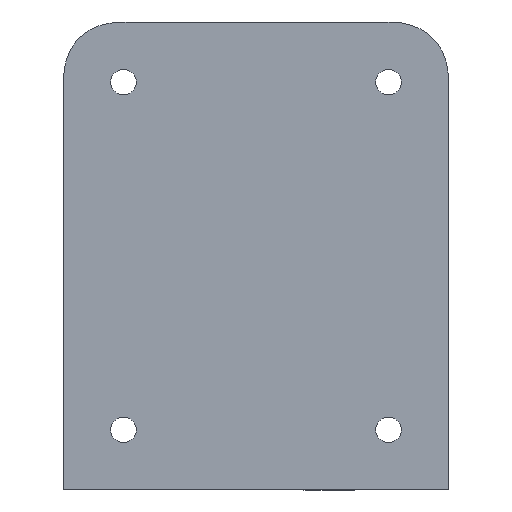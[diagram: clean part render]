
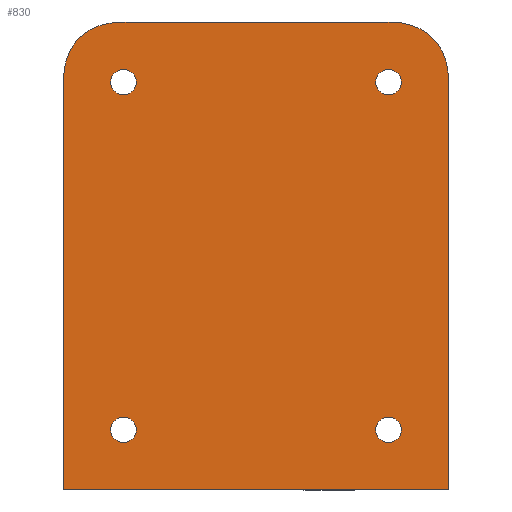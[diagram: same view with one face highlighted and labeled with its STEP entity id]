
A CAD part, front view. The second image highlights one B-rep face of the part: STEP entity #830.
In plain terms, the highlighted free-form (B-spline) face has degree [1, 1] with [2, 2] control points.
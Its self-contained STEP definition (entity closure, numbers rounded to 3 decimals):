
#12=B_SPLINE_CURVE_WITH_KNOTS('',5,(#1149,#1150,#1151,#1152,#1153,#1154,
#1155,#1156),.UNSPECIFIED.,.F.,.F.,(6,2,6),(0.,0.5,1.),.UNSPECIFIED.);
#14=B_SPLINE_CURVE_WITH_KNOTS('',5,(#1187,#1188,#1189,#1190,#1191,#1192,
#1193,#1194),.UNSPECIFIED.,.F.,.F.,(6,2,6),(0.,0.5,1.),.UNSPECIFIED.);
#48=LINE('',#1277,#109);
#49=LINE('',#1279,#110);
#50=LINE('',#1281,#111);
#51=LINE('',#1282,#112);
#109=VECTOR('',#969,1000.);
#110=VECTOR('',#970,1000.);
#111=VECTOR('',#971,1000.);
#112=VECTOR('',#972,1000.);
#212=ORIENTED_EDGE('',*,*,#464,.F.);
#213=ORIENTED_EDGE('',*,*,#465,.T.);
#214=ORIENTED_EDGE('',*,*,#466,.F.);
#215=ORIENTED_EDGE('',*,*,#440,.T.);
#216=ORIENTED_EDGE('',*,*,#467,.T.);
#217=ORIENTED_EDGE('',*,*,#444,.T.);
#218=ORIENTED_EDGE('',*,*,#468,.T.);
#219=ORIENTED_EDGE('',*,*,#463,.T.);
#220=ORIENTED_EDGE('',*,*,#469,.T.);
#221=ORIENTED_EDGE('',*,*,#459,.T.);
#222=ORIENTED_EDGE('',*,*,#470,.T.);
#223=ORIENTED_EDGE('',*,*,#455,.T.);
#224=ORIENTED_EDGE('',*,*,#471,.T.);
#225=ORIENTED_EDGE('',*,*,#451,.T.);
#440=EDGE_CURVE('',#565,#566,#12,.F.);
#444=EDGE_CURVE('',#569,#570,#14,.F.);
#451=EDGE_CURVE('',#574,#576,#651,.T.);
#455=EDGE_CURVE('',#578,#580,#653,.T.);
#459=EDGE_CURVE('',#582,#584,#655,.T.);
#463=EDGE_CURVE('',#586,#588,#657,.T.);
#464=EDGE_CURVE('',#589,#570,#48,.T.);
#465=EDGE_CURVE('',#589,#590,#49,.T.);
#466=EDGE_CURVE('',#565,#590,#50,.T.);
#467=EDGE_CURVE('',#566,#569,#51,.T.);
#468=EDGE_CURVE('',#588,#586,#658,.T.);
#469=EDGE_CURVE('',#584,#582,#659,.T.);
#470=EDGE_CURVE('',#580,#578,#660,.T.);
#471=EDGE_CURVE('',#576,#574,#661,.T.);
#565=VERTEX_POINT('',#1157);
#566=VERTEX_POINT('',#1158);
#569=VERTEX_POINT('',#1195);
#570=VERTEX_POINT('',#1196);
#574=VERTEX_POINT('',#1219);
#576=VERTEX_POINT('',#1223);
#578=VERTEX_POINT('',#1235);
#580=VERTEX_POINT('',#1239);
#582=VERTEX_POINT('',#1251);
#584=VERTEX_POINT('',#1255);
#586=VERTEX_POINT('',#1267);
#588=VERTEX_POINT('',#1271);
#589=VERTEX_POINT('',#1278);
#590=VERTEX_POINT('',#1280);
#651=CIRCLE('',#884,1.5);
#653=CIRCLE('',#886,1.5);
#655=CIRCLE('',#888,1.5);
#657=CIRCLE('',#890,1.5);
#658=CIRCLE('',#891,1.5);
#659=CIRCLE('',#892,1.5);
#660=CIRCLE('',#893,1.5);
#661=CIRCLE('',#894,1.5);
#700=EDGE_LOOP('',(#212,#213,#214,#215,#216,#217));
#701=EDGE_LOOP('',(#218,#219));
#702=EDGE_LOOP('',(#220,#221));
#703=EDGE_LOOP('',(#222,#223));
#704=EDGE_LOOP('',(#224,#225));
#754=FACE_BOUND('',#700,.T.);
#755=FACE_BOUND('',#701,.T.);
#756=FACE_BOUND('',#702,.T.);
#757=FACE_BOUND('',#703,.T.);
#758=FACE_BOUND('',#704,.T.);
#802=B_SPLINE_SURFACE_WITH_KNOTS('',1,1,((#1273,#1274),(#1275,#1276)),
 .PLANE_SURF.,.F.,.F.,.F.,(2,2),(2,2),(0.,1.),(0.,1.),.UNSPECIFIED.);
#830=ADVANCED_FACE('',(#754,#755,#756,#757,#758),#802,.T.);
#884=AXIS2_PLACEMENT_3D('',#1224,#949,#950);
#886=AXIS2_PLACEMENT_3D('',#1240,#955,#956);
#888=AXIS2_PLACEMENT_3D('',#1256,#961,#962);
#890=AXIS2_PLACEMENT_3D('',#1272,#967,#968);
#891=AXIS2_PLACEMENT_3D('',#1283,#973,#974);
#892=AXIS2_PLACEMENT_3D('',#1284,#975,#976);
#893=AXIS2_PLACEMENT_3D('',#1285,#977,#978);
#894=AXIS2_PLACEMENT_3D('',#1286,#979,#980);
#949=DIRECTION('',(0.,1.,0.));
#950=DIRECTION('',(0.,0.,1.));
#955=DIRECTION('',(0.,1.,0.));
#956=DIRECTION('',(0.,0.,1.));
#961=DIRECTION('',(0.,1.,0.));
#962=DIRECTION('',(0.,0.,1.));
#967=DIRECTION('',(0.,1.,0.));
#968=DIRECTION('',(0.,0.,1.));
#969=DIRECTION('',(0.,0.,1.));
#970=DIRECTION('',(1.,0.,0.));
#971=DIRECTION('',(0.,0.,-1.));
#972=DIRECTION('',(-1.,0.,0.));
#973=DIRECTION('',(0.,1.,0.));
#974=DIRECTION('',(0.,0.,1.));
#975=DIRECTION('',(0.,1.,0.));
#976=DIRECTION('',(0.,0.,1.));
#977=DIRECTION('',(0.,1.,0.));
#978=DIRECTION('',(0.,0.,1.));
#979=DIRECTION('',(0.,1.,0.));
#980=DIRECTION('',(0.,0.,1.));
#1149=CARTESIAN_POINT('',(15.15,0.,27.696));
#1150=CARTESIAN_POINT('',(16.275,0.,27.696));
#1151=CARTESIAN_POINT('',(17.4,0.,27.696));
#1152=CARTESIAN_POINT('',(20.15,0.,26.946));
#1153=CARTESIAN_POINT('',(21.9,0.,25.196));
#1154=CARTESIAN_POINT('',(22.65,0.,22.446));
#1155=CARTESIAN_POINT('',(22.65,0.,21.321));
#1156=CARTESIAN_POINT('',(22.65,0.,20.196));
#1157=CARTESIAN_POINT('',(22.65,0.,20.196));
#1158=CARTESIAN_POINT('',(15.15,0.,27.696));
#1187=CARTESIAN_POINT('',(-22.65,0.,20.196));
#1188=CARTESIAN_POINT('',(-22.65,0.,21.321));
#1189=CARTESIAN_POINT('',(-22.65,0.,22.446));
#1190=CARTESIAN_POINT('',(-21.9,0.,25.196));
#1191=CARTESIAN_POINT('',(-20.15,0.,26.946));
#1192=CARTESIAN_POINT('',(-17.4,0.,27.696));
#1193=CARTESIAN_POINT('',(-16.275,0.,27.696));
#1194=CARTESIAN_POINT('',(-15.15,0.,27.696));
#1195=CARTESIAN_POINT('',(-15.15,0.,27.696));
#1196=CARTESIAN_POINT('',(-22.65,0.,20.196));
#1219=CARTESIAN_POINT('',(15.579,0.,-21.733));
#1223=CARTESIAN_POINT('',(15.579,0.,-18.733));
#1224=CARTESIAN_POINT('',(15.579,0.,-20.233));
#1235=CARTESIAN_POINT('',(15.579,0.,19.125));
#1239=CARTESIAN_POINT('',(15.579,0.,22.125));
#1240=CARTESIAN_POINT('',(15.579,0.,20.625));
#1251=CARTESIAN_POINT('',(-15.579,0.,19.125));
#1255=CARTESIAN_POINT('',(-15.579,0.,22.125));
#1256=CARTESIAN_POINT('',(-15.579,0.,20.625));
#1267=CARTESIAN_POINT('',(-15.579,0.,-21.733));
#1271=CARTESIAN_POINT('',(-15.579,0.,-18.733));
#1272=CARTESIAN_POINT('',(-15.579,0.,-20.233));
#1273=CARTESIAN_POINT('',(-24.915,0.,30.446));
#1274=CARTESIAN_POINT('',(24.915,0.,30.446));
#1275=CARTESIAN_POINT('',(-24.915,0.,-30.054));
#1276=CARTESIAN_POINT('',(24.915,0.,-30.054));
#1277=CARTESIAN_POINT('',(-22.65,0.,-1.804));
#1278=CARTESIAN_POINT('',(-22.65,0.,-27.304));
#1279=CARTESIAN_POINT('',(-8.635,0.,-27.304));
#1280=CARTESIAN_POINT('',(22.65,0.,-27.304));
#1281=CARTESIAN_POINT('',(22.65,0.,-1.804));
#1282=CARTESIAN_POINT('',(-8.635,0.,27.696));
#1283=CARTESIAN_POINT('',(-15.579,0.,-20.233));
#1284=CARTESIAN_POINT('',(-15.579,0.,20.625));
#1285=CARTESIAN_POINT('',(15.579,0.,20.625));
#1286=CARTESIAN_POINT('',(15.579,0.,-20.233));
